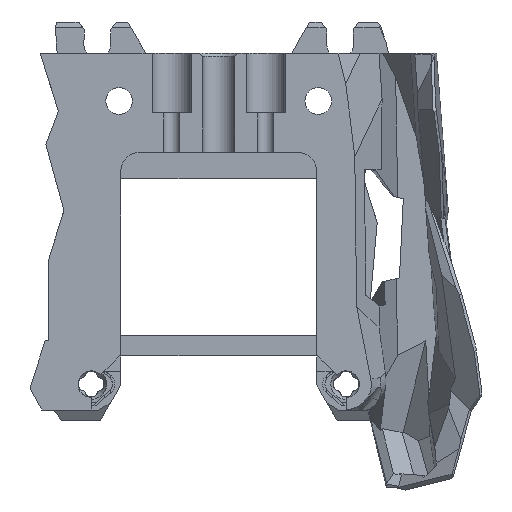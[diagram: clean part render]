
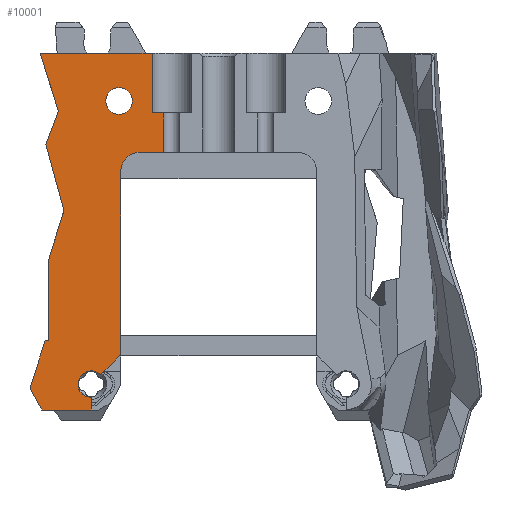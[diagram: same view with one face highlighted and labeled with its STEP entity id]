
A CAD part, front view. The second image highlights one B-rep face of the part: STEP entity #10001.
In plain terms, the highlighted planar face has unit normal (0, -1, 0).
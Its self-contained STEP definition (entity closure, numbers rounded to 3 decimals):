
#210=FACE_BOUND('',#1163,.T.);
#233=PLANE('',#10536);
#645=FACE_OUTER_BOUND('',#1162,.T.);
#1162=EDGE_LOOP('',(#6880,#6881,#6882,#6883,#6884,#6885,#6886,#6887,#6888,
#6889,#6890,#6891,#6892,#6893,#6894,#6895,#6896,#6897,#6898,#6899));
#1163=EDGE_LOOP('',(#6900));
#1704=CIRCLE('',#10537,1.7);
#1705=CIRCLE('',#10538,2.5);
#1706=CIRCLE('',#10539,1.7);
#1815=LINE('',#13721,#3082);
#1818=LINE('',#13734,#3085);
#1819=LINE('',#13736,#3086);
#1820=LINE('',#13738,#3087);
#1821=LINE('',#13740,#3088);
#1822=LINE('',#13742,#3089);
#1823=LINE('',#13744,#3090);
#1824=LINE('',#13746,#3091);
#1825=LINE('',#13748,#3092);
#1826=LINE('',#13750,#3093);
#1827=LINE('',#13752,#3094);
#1828=LINE('',#13754,#3095);
#1829=LINE('',#13756,#3096);
#1830=LINE('',#13758,#3097);
#1831=LINE('',#13762,#3098);
#1832=LINE('',#13764,#3099);
#1833=LINE('',#13766,#3100);
#1834=LINE('',#13769,#3101);
#3082=VECTOR('',#11175,10.);
#3085=VECTOR('',#11188,10.);
#3086=VECTOR('',#11189,10.);
#3087=VECTOR('',#11190,10.);
#3088=VECTOR('',#11191,10.);
#3089=VECTOR('',#11192,10.);
#3090=VECTOR('',#11193,10.);
#3091=VECTOR('',#11194,10.);
#3092=VECTOR('',#11195,10.);
#3093=VECTOR('',#11196,10.);
#3094=VECTOR('',#11197,10.);
#3095=VECTOR('',#11198,10.);
#3096=VECTOR('',#11199,10.);
#3097=VECTOR('',#11200,10.);
#3098=VECTOR('',#11203,10.);
#3099=VECTOR('',#11204,10.);
#3100=VECTOR('',#11205,10.);
#3101=VECTOR('',#11208,10.);
#4350=VERTEX_POINT('',#13718);
#4351=VERTEX_POINT('',#13720);
#4356=VERTEX_POINT('',#13733);
#4357=VERTEX_POINT('',#13735);
#4358=VERTEX_POINT('',#13737);
#4359=VERTEX_POINT('',#13739);
#4360=VERTEX_POINT('',#13741);
#4361=VERTEX_POINT('',#13743);
#4362=VERTEX_POINT('',#13745);
#4363=VERTEX_POINT('',#13747);
#4364=VERTEX_POINT('',#13749);
#4365=VERTEX_POINT('',#13751);
#4366=VERTEX_POINT('',#13753);
#4367=VERTEX_POINT('',#13755);
#4368=VERTEX_POINT('',#13757);
#4369=VERTEX_POINT('',#13759);
#4370=VERTEX_POINT('',#13761);
#4371=VERTEX_POINT('',#13763);
#4372=VERTEX_POINT('',#13765);
#4373=VERTEX_POINT('',#13767);
#4374=VERTEX_POINT('',#13770);
#5342=EDGE_CURVE('',#4351,#4350,#1815,.T.);
#5348=EDGE_CURVE('',#4350,#4356,#1818,.T.);
#5349=EDGE_CURVE('',#4356,#4357,#1819,.T.);
#5350=EDGE_CURVE('',#4358,#4357,#1820,.T.);
#5351=EDGE_CURVE('',#4358,#4359,#1821,.T.);
#5352=EDGE_CURVE('',#4359,#4360,#1822,.F.);
#5353=EDGE_CURVE('',#4361,#4360,#1823,.T.);
#5354=EDGE_CURVE('',#4361,#4362,#1824,.T.);
#5355=EDGE_CURVE('',#4363,#4362,#1825,.T.);
#5356=EDGE_CURVE('',#4364,#4363,#1826,.T.);
#5357=EDGE_CURVE('',#4365,#4364,#1827,.T.);
#5358=EDGE_CURVE('',#4365,#4366,#1828,.F.);
#5359=EDGE_CURVE('',#4367,#4366,#1829,.T.);
#5360=EDGE_CURVE('',#4367,#4368,#1830,.T.);
#5361=EDGE_CURVE('',#4368,#4369,#1704,.T.);
#5362=EDGE_CURVE('',#4369,#4370,#1831,.T.);
#5363=EDGE_CURVE('',#4370,#4371,#1832,.T.);
#5364=EDGE_CURVE('',#4371,#4372,#1833,.T.);
#5365=EDGE_CURVE('',#4372,#4373,#1705,.T.);
#5366=EDGE_CURVE('',#4373,#4351,#1834,.T.);
#5367=EDGE_CURVE('',#4374,#4374,#1706,.T.);
#6880=ORIENTED_EDGE('',*,*,#5342,.T.);
#6881=ORIENTED_EDGE('',*,*,#5348,.T.);
#6882=ORIENTED_EDGE('',*,*,#5349,.T.);
#6883=ORIENTED_EDGE('',*,*,#5350,.F.);
#6884=ORIENTED_EDGE('',*,*,#5351,.T.);
#6885=ORIENTED_EDGE('',*,*,#5352,.T.);
#6886=ORIENTED_EDGE('',*,*,#5353,.F.);
#6887=ORIENTED_EDGE('',*,*,#5354,.T.);
#6888=ORIENTED_EDGE('',*,*,#5355,.F.);
#6889=ORIENTED_EDGE('',*,*,#5356,.F.);
#6890=ORIENTED_EDGE('',*,*,#5357,.F.);
#6891=ORIENTED_EDGE('',*,*,#5358,.T.);
#6892=ORIENTED_EDGE('',*,*,#5359,.F.);
#6893=ORIENTED_EDGE('',*,*,#5360,.T.);
#6894=ORIENTED_EDGE('',*,*,#5361,.T.);
#6895=ORIENTED_EDGE('',*,*,#5362,.T.);
#6896=ORIENTED_EDGE('',*,*,#5363,.T.);
#6897=ORIENTED_EDGE('',*,*,#5364,.T.);
#6898=ORIENTED_EDGE('',*,*,#5365,.T.);
#6899=ORIENTED_EDGE('',*,*,#5366,.T.);
#6900=ORIENTED_EDGE('',*,*,#5367,.F.);
#10001=ADVANCED_FACE('',(#645,#210),#233,.F.);
#10536=AXIS2_PLACEMENT_3D('',#13732,#11186,#11187);
#10537=AXIS2_PLACEMENT_3D('',#13760,#11201,#11202);
#10538=AXIS2_PLACEMENT_3D('',#13768,#11206,#11207);
#10539=AXIS2_PLACEMENT_3D('',#13771,#11209,#11210);
#11175=DIRECTION('',(0.,0.,1.));
#11186=DIRECTION('center_axis',(0.,1.,0.));
#11187=DIRECTION('ref_axis',(0.,0.,
1.));
#11188=DIRECTION('',(-1.,0.,0.));
#11189=DIRECTION('',(0.,0.,1.));
#11190=DIRECTION('',(1.,0.,0.));
#11191=DIRECTION('',(0.299,0.,-0.954));
#11192=DIRECTION('',(0.355,0.,0.935));
#11193=DIRECTION('',(-0.264,0.,0.964));
#11194=DIRECTION('',(-0.298,0.,-0.955));
#11195=DIRECTION('',(0.,0.,1.));
#11196=DIRECTION('',(1.,0.,0.));
#11197=DIRECTION('',(0.298,0.,0.955));
#11198=DIRECTION('',(-0.481,0.,0.877));
#11199=DIRECTION('',(-1.,0.,0.));
#11200=DIRECTION('',(0.,0.,1.));
#11201=DIRECTION('center_axis',(0.,1.,0.));
#11202=DIRECTION('ref_axis',(1.,0.,0.));
#11203=DIRECTION('',(0.707,0.,0.707));
#11204=DIRECTION('',(0.707,0.,0.707));
#11205=DIRECTION('',(0.,0.,1.));
#11206=DIRECTION('center_axis',(0.,1.,0.));
#11207=DIRECTION('ref_axis',(-1.,0.,0.));
#11208=DIRECTION('',(1.,0.,0.));
#11209=DIRECTION('center_axis',(0.,-1.,0.));
#11210=DIRECTION('ref_axis',(0.,0.,
-1.));
#13718=CARTESIAN_POINT('',(-7.025,0.,53.895));
#13720=CARTESIAN_POINT('',(-7.025,0.,48.895));
#13721=CARTESIAN_POINT('',(-7.025,0.,61.5));
#13732=CARTESIAN_POINT('Origin',(16.698,0.,
31.934));
#13733=CARTESIAN_POINT('',(-8.5,0.,53.895));
#13734=CARTESIAN_POINT('',(8.349,0.,53.895));
#13735=CARTESIAN_POINT('',(-8.5,0.,61.5));
#13736=CARTESIAN_POINT('',(-8.5,0.,53.895));
#13737=CARTESIAN_POINT('',(-22.767,0.,61.5));
#13738=CARTESIAN_POINT('',(-19.733,0.,61.5));
#13739=CARTESIAN_POINT('',(-20.455,0.,54.132));
#13740=CARTESIAN_POINT('',(-22.767,0.,61.5));
#13741=CARTESIAN_POINT('',(-22.056,0.,49.916));
#13742=CARTESIAN_POINT('',(-23.902,0.,45.055));
#13743=CARTESIAN_POINT('',(-19.739,0.,41.455));
#13744=CARTESIAN_POINT('',(-19.579,0.,40.87));
#13745=CARTESIAN_POINT('',(-21.769,0.,34.956));
#13746=CARTESIAN_POINT('',(-19.739,0.,41.455));
#13747=CARTESIAN_POINT('',(-21.769,0.,24.848));
#13748=CARTESIAN_POINT('',(-21.769,0.,28.03));
#13749=CARTESIAN_POINT('',(-22.157,0.,24.848));
#13750=CARTESIAN_POINT('',(2.198,0.,24.848));
#13751=CARTESIAN_POINT('',(-24.067,0.,18.732));
#13752=CARTESIAN_POINT('',(-23.108,0.,21.804));
#13753=CARTESIAN_POINT('',(-22.569,0.,16.001));
#13754=CARTESIAN_POINT('',(-25.05,0.,20.521));
#13755=CARTESIAN_POINT('',(-16.25,0.,16.001));
#13756=CARTESIAN_POINT('',(-23.493,0.,16.001));
#13757=CARTESIAN_POINT('',(-16.25,0.,17.601));
#13758=CARTESIAN_POINT('',(-16.25,0.,23.967));
#13759=CARTESIAN_POINT('',(-15.048,0.,20.503));
#13760=CARTESIAN_POINT('Origin',(-16.25,0.,
19.301));
#13761=CARTESIAN_POINT('',(-14.651,0.,20.9));
#13762=CARTESIAN_POINT('',(-4.254,0.,31.297));
#13763=CARTESIAN_POINT('',(-12.5,0.,23.051));
#13764=CARTESIAN_POINT('',(-4.056,0.,31.496));
#13765=CARTESIAN_POINT('',(-12.5,0.,46.395));
#13766=CARTESIAN_POINT('',(-12.5,0.,27.492));
#13767=CARTESIAN_POINT('',(-10.,0.,48.895));
#13768=CARTESIAN_POINT('Origin',(-10.,0.,
46.395));
#13769=CARTESIAN_POINT('',(3.349,0.,48.895));
#13770=CARTESIAN_POINT('',(-12.7,0.,57.124));
#13771=CARTESIAN_POINT('Origin',(-12.7,0.,
55.424));
